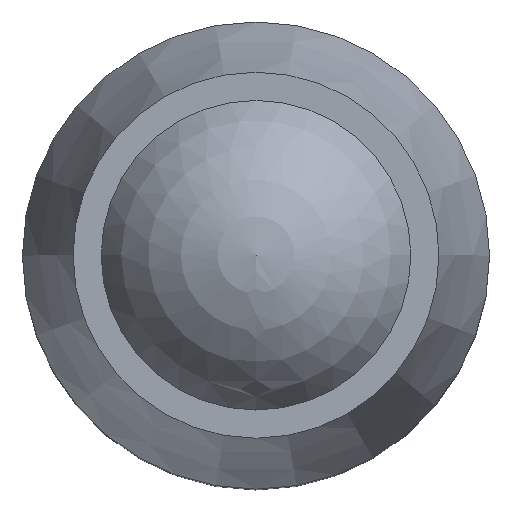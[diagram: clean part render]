
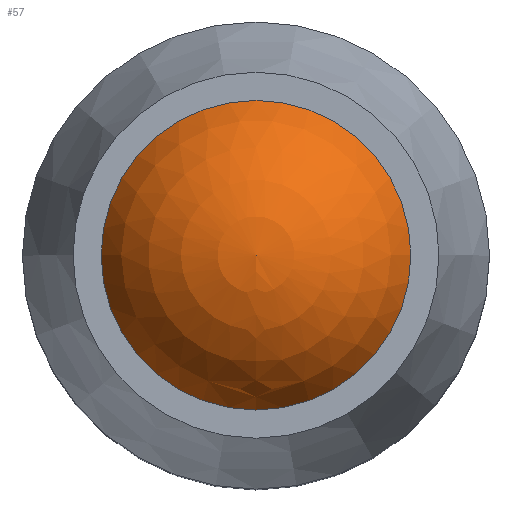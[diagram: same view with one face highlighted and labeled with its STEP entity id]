
A CAD part, top view. The second image highlights one B-rep face of the part: STEP entity #57.
In plain terms, the highlighted spherical face has radius 4.365 mm.
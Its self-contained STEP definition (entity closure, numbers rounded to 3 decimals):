
#57 = ADVANCED_FACE( '', ( #120, #121 ), #122, .T. );
#120 = FACE_BOUND( '', #191, .T. );
#121 = FACE_OUTER_BOUND( '', #192, .T. );
#122 = SPHERICAL_SURFACE( '', #193, 4.366 );
#191 = VERTEX_LOOP( '', #282 );
#192 = EDGE_LOOP( '', ( #283 ) );
#193 = AXIS2_PLACEMENT_3D( '', #284, #285, #286 );
#282 = VERTEX_POINT( '', #409 );
#283 = ORIENTED_EDGE( '', *, *, #410, .T. );
#284 = CARTESIAN_POINT( '', ( 0., 0., 16.88 ) );
#285 = DIRECTION( '', ( 0., 0., 1. ) );
#286 = DIRECTION( '', ( 0., -1., 0. ) );
#409 = CARTESIAN_POINT( '', ( 0., 0., 21.246 ) );
#410 = EDGE_CURVE( '', #479, #479, #480, .T. );
#479 = VERTEX_POINT( '', #568 );
#480 = CIRCLE( '', #569, 3.977 );
#568 = CARTESIAN_POINT( '', ( 3.977, 0., 18.68 ) );
#569 = AXIS2_PLACEMENT_3D( '', #651, #652, #653 );
#651 = CARTESIAN_POINT( '', ( 0., 0., 18.68 ) );
#652 = DIRECTION( '', ( 0., 0., 1. ) );
#653 = DIRECTION( '', ( 1., 0., 0. ) );
